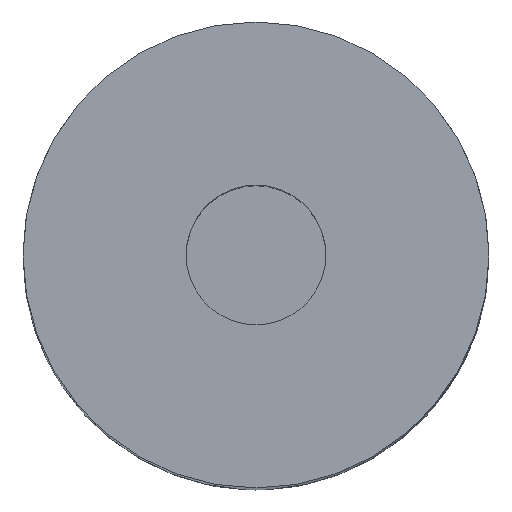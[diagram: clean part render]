
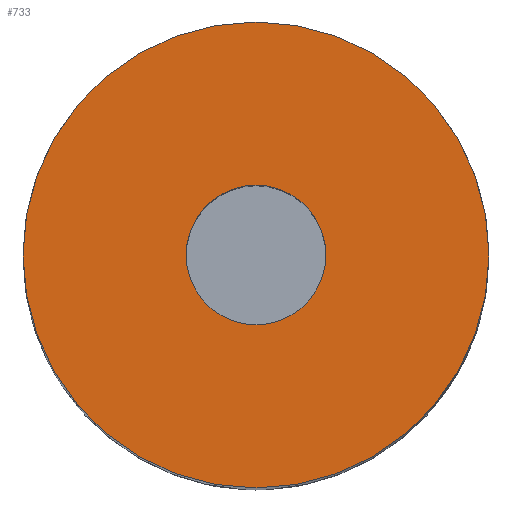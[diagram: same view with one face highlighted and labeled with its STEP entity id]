
A CAD part, top view. The second image highlights one B-rep face of the part: STEP entity #733.
In plain terms, the highlighted planar face has unit normal (0, 0, 1).
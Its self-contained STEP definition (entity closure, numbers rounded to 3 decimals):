
#11 = PLANE ( 'NONE',  #805 ) ;
#15 = FACE_BOUND ( 'NONE', #272, .T. ) ;
#22 = CARTESIAN_POINT ( 'NONE',  ( 0., 0., 100. ) ) ;
#33 = AXIS2_PLACEMENT_3D ( 'NONE', #235, #609, #891 ) ;
#93 = CARTESIAN_POINT ( 'NONE',  ( 20., 0., 100. ) ) ;
#95 = VERTEX_POINT ( 'NONE', #388 ) ;
#107 = ORIENTED_EDGE ( 'NONE', *, *, #703, .T. ) ;
#113 = EDGE_CURVE ( 'NONE', #772, #349, #136, .T. ) ;
#125 = CIRCLE ( 'NONE', #33, 20. ) ;
#136 = CIRCLE ( 'NONE', #656, 6. ) ;
#160 = CARTESIAN_POINT ( 'NONE',  ( 6., 0., 100. ) ) ;
#235 = CARTESIAN_POINT ( 'NONE',  ( 0., 0., 100. ) ) ;
#263 = CARTESIAN_POINT ( 'NONE',  ( -6., 0., 100. ) ) ;
#267 = DIRECTION ( 'NONE',  ( 0., 0., 1. ) ) ;
#269 = CARTESIAN_POINT ( 'NONE',  ( -20., 0., 100. ) ) ;
#270 = EDGE_LOOP ( 'NONE', ( #107, #458 ) ) ;
#272 = EDGE_LOOP ( 'NONE', ( #422, #725 ) ) ;
#308 = DIRECTION ( 'NONE',  ( 0., 0., 1. ) ) ;
#349 = VERTEX_POINT ( 'NONE', #263 ) ;
#388 = CARTESIAN_POINT ( 'NONE',  ( 20., 0., 100. ) ) ;
#392 = DIRECTION ( 'NONE',  ( -1., 0., 0. ) ) ;
#401 = CIRCLE ( 'NONE', #778, 6. ) ;
#411 = VERTEX_POINT ( 'NONE', #269 ) ;
#417 = DIRECTION ( 'NONE',  ( 1., 0., 0. ) ) ;
#422 = ORIENTED_EDGE ( 'NONE', *, *, #113, .F. ) ;
#458 = ORIENTED_EDGE ( 'NONE', *, *, #691, .T. ) ;
#463 = CIRCLE ( 'NONE', #898, 20. ) ;
#464 = DIRECTION ( 'NONE',  ( 1., 0., 0. ) ) ;
#466 = EDGE_CURVE ( 'NONE', #349, #772, #401, .T. ) ;
#541 = DIRECTION ( 'NONE',  ( 1., 0., 0. ) ) ;
#609 = DIRECTION ( 'NONE',  ( 0., 0., 1. ) ) ;
#656 = AXIS2_PLACEMENT_3D ( 'NONE', #22, #308, #541 ) ;
#663 = FACE_OUTER_BOUND ( 'NONE', #270, .T. ) ;
#691 = EDGE_CURVE ( 'NONE', #411, #95, #463, .T. ) ;
#703 = EDGE_CURVE ( 'NONE', #95, #411, #125, .T. ) ;
#718 = CARTESIAN_POINT ( 'NONE',  ( 0., 0., 100. ) ) ;
#725 = ORIENTED_EDGE ( 'NONE', *, *, #466, .F. ) ;
#733 = ADVANCED_FACE ( 'NONE', ( #15, #663 ), #11, .F. ) ;
#741 = DIRECTION ( 'NONE',  ( 0., 0., 1. ) ) ;
#744 = DIRECTION ( 'NONE',  ( 0., 0., -1. ) ) ;
#753 = CARTESIAN_POINT ( 'NONE',  ( 0., 0., 100. ) ) ;
#772 = VERTEX_POINT ( 'NONE', #160 ) ;
#778 = AXIS2_PLACEMENT_3D ( 'NONE', #718, #267, #417 ) ;
#805 = AXIS2_PLACEMENT_3D ( 'NONE', #93, #744, #392 ) ;
#891 = DIRECTION ( 'NONE',  ( 1., 0., 0. ) ) ;
#898 = AXIS2_PLACEMENT_3D ( 'NONE', #753, #741, #464 ) ;
